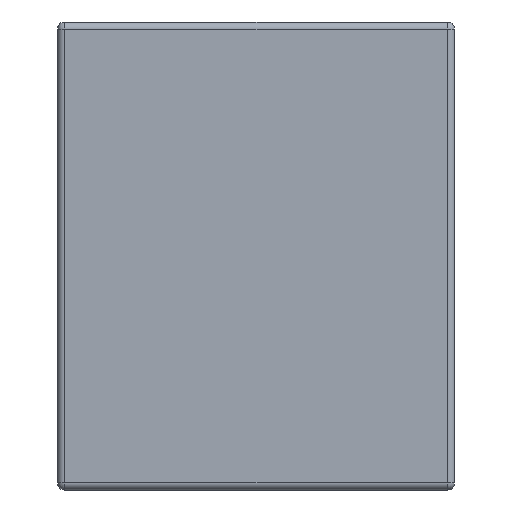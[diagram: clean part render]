
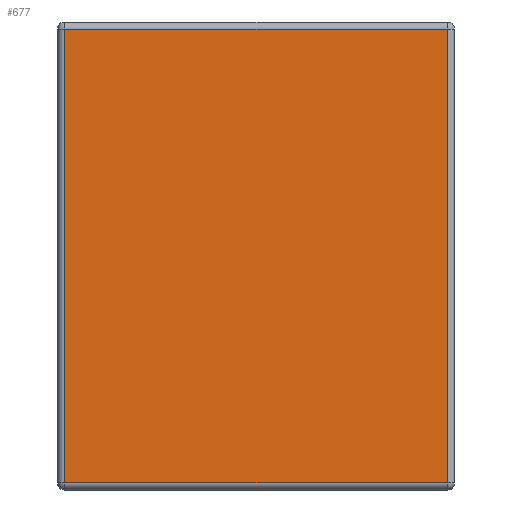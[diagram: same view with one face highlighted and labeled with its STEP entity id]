
A CAD part, left-side view. The second image highlights one B-rep face of the part: STEP entity #677.
In plain terms, the highlighted planar face has unit normal (-1, 0, 0).
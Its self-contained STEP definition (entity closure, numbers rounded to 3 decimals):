
#33 = DIRECTION ( 'NONE',  ( 0., 0., -1. ) ) ;
#34 = VECTOR ( 'NONE', #33, 1000. ) ;
#35 = CARTESIAN_POINT ( 'NONE',  ( -2.4, 2.75, 1.65 ) ) ;
#36 = LINE ( 'NONE', #35, #34 ) ;
#658 = ORIENTED_EDGE ( 'NONE', *, *, #659, .T. ) ;
#659 = EDGE_CURVE ( 'NONE', #684, #660, #1430, .T. ) ;
#660 = VERTEX_POINT ( 'NONE', #1426 ) ;
#661 = ORIENTED_EDGE ( 'NONE', *, *, #662, .T. ) ;
#662 = EDGE_CURVE ( 'NONE', #660, #681, #1424, .T. ) ;
#677 = ADVANCED_FACE ( 'NONE', ( #1445 ), #1492, .F. ) ;
#678 = EDGE_LOOP ( 'NONE', ( #679, #683, #658, #661 ) ) ;
#679 = ORIENTED_EDGE ( 'NONE', *, *, #680, .T. ) ;
#680 = EDGE_CURVE ( 'NONE', #681, #682, #1487, .T. ) ;
#681 = VERTEX_POINT ( 'NONE', #1483 ) ;
#682 = VERTEX_POINT ( 'NONE', #1482 ) ;
#683 = ORIENTED_EDGE ( 'NONE', *, *, #735, .T. ) ;
#684 = VERTEX_POINT ( 'NONE', #1481 ) ;
#735 = EDGE_CURVE ( 'NONE', #682, #684, #36, .T. ) ;
#1421 = DIRECTION ( 'NONE',  ( 0., 0., 1. ) ) ;
#1422 = VECTOR ( 'NONE', #1421, 1000. ) ;
#1423 = CARTESIAN_POINT ( 'NONE',  ( -2.4, 0.05, 1.65 ) ) ;
#1424 = LINE ( 'NONE', #1423, #1422 ) ;
#1426 = CARTESIAN_POINT ( 'NONE',  ( -2.4, 0.05, -1.6 ) ) ;
#1427 = DIRECTION ( 'NONE',  ( 0., -1., 0. ) ) ;
#1428 = VECTOR ( 'NONE', #1427, 1000. ) ;
#1429 = CARTESIAN_POINT ( 'NONE',  ( -2.4, 2.8, -1.6 ) ) ;
#1430 = LINE ( 'NONE', #1429, #1428 ) ;
#1445 = FACE_OUTER_BOUND ( 'NONE', #678, .T. ) ;
#1481 = CARTESIAN_POINT ( 'NONE',  ( -2.4, 2.75, -1.6 ) ) ;
#1482 = CARTESIAN_POINT ( 'NONE',  ( -2.4, 2.75, 1.6 ) ) ;
#1483 = CARTESIAN_POINT ( 'NONE',  ( -2.4, 0.05, 1.6 ) ) ;
#1484 = DIRECTION ( 'NONE',  ( 0., 1., 0. ) ) ;
#1485 = VECTOR ( 'NONE', #1484, 1000. ) ;
#1486 = CARTESIAN_POINT ( 'NONE',  ( -2.4, 2.8, 1.6 ) ) ;
#1487 = LINE ( 'NONE', #1486, #1485 ) ;
#1488 = DIRECTION ( 'NONE',  ( 0., 0., -1. ) ) ;
#1489 = DIRECTION ( 'NONE',  ( 1., 0., 0. ) ) ;
#1490 = CARTESIAN_POINT ( 'NONE',  ( -2.4, 2.8, 1.65 ) ) ;
#1491 = AXIS2_PLACEMENT_3D ( 'NONE', #1490, #1489, #1488 ) ;
#1492 = PLANE ( 'NONE',  #1491 ) ;
